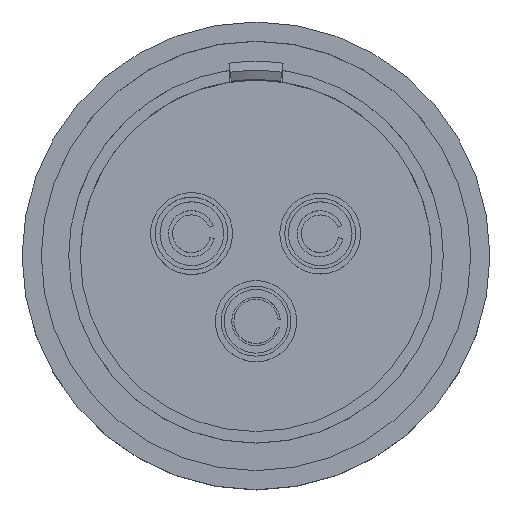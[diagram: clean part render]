
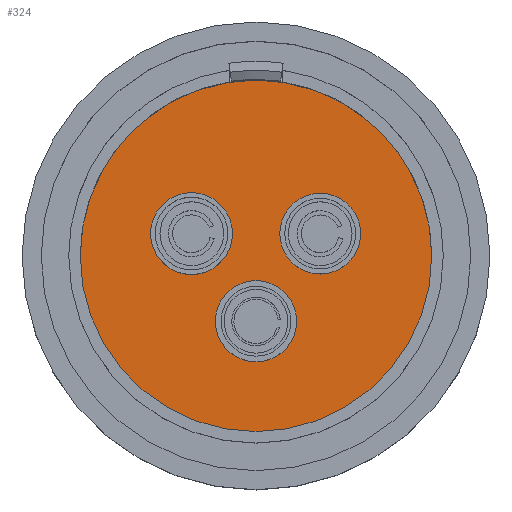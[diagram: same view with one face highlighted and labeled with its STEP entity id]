
A CAD part, top view. The second image highlights one B-rep face of the part: STEP entity #324.
In plain terms, the highlighted planar face has unit normal (0, 0, 1).
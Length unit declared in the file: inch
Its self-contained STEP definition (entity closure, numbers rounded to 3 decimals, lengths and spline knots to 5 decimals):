
#212 = DIRECTION ( 'NONE',  ( 1., 0., 0. ) ) ;
#214 = PLANE ( 'NONE',  #2841 ) ;
#215 = DIRECTION ( 'NONE',  ( 0., 0., 1. ) ) ;
#217 = CARTESIAN_POINT ( 'NONE',  ( 0., 0.32883, 2.32495 ) ) ;
#241 = AXIS2_PLACEMENT_3D ( 'NONE', #434, #435, #436 ) ;
#246 = AXIS2_PLACEMENT_3D ( 'NONE', #397, #398, #399 ) ;
#248 = AXIS2_PLACEMENT_3D ( 'NONE', #2350, #2351, #2352 ) ;
#324 = ADVANCED_FACE ( 'NONE', ( #5350, #5349, #5355, #5351 ), #214, .T. ) ;
#397 = CARTESIAN_POINT ( 'NONE',  ( 0.12006, 0.04155, 2.32495 ) ) ;
#398 = DIRECTION ( 'NONE',  ( 0., 0., 1. ) ) ;
#399 = DIRECTION ( 'NONE',  ( 1., 0., 0. ) ) ;
#434 = CARTESIAN_POINT ( 'NONE',  ( 0., 0., 2.32495 ) ) ;
#435 = DIRECTION ( 'NONE',  ( 0., 0., -1. ) ) ;
#436 = DIRECTION ( 'NONE',  ( -1., 0., 0. ) ) ;
#488 = VERTEX_POINT ( 'NONE', #3805 ) ;
#489 = VERTEX_POINT ( 'NONE', #3803 ) ;
#907 = VERTEX_POINT ( 'NONE', #4005 ) ;
#908 = VERTEX_POINT ( 'NONE', #4004 ) ;
#921 = VERTEX_POINT ( 'NONE', #3983 ) ;
#922 = VERTEX_POINT ( 'NONE', #3982 ) ;
#937 = VERTEX_POINT ( 'NONE', #3952 ) ;
#938 = VERTEX_POINT ( 'NONE', #3949 ) ;
#962 = ORIENTED_EDGE ( 'NONE', *, *, #3182, .F. ) ;
#963 = ORIENTED_EDGE ( 'NONE', *, *, #3160, .F. ) ;
#964 = ORIENTED_EDGE ( 'NONE', *, *, #3168, .F. ) ;
#965 = ORIENTED_EDGE ( 'NONE', *, *, #3144, .F. ) ;
#966 = ORIENTED_EDGE ( 'NONE', *, *, #3266, .F. ) ;
#967 = ORIENTED_EDGE ( 'NONE', *, *, #3129, .F. ) ;
#990 = ORIENTED_EDGE ( 'NONE', *, *, #3262, .F. ) ;
#996 = ORIENTED_EDGE ( 'NONE', *, *, #3276, .F. ) ;
#1799 = EDGE_LOOP ( 'NONE', ( #966, #967 ) ) ;
#1803 = EDGE_LOOP ( 'NONE', ( #996, #990 ) ) ;
#1804 = EDGE_LOOP ( 'NONE', ( #964, #965 ) ) ;
#1808 = EDGE_LOOP ( 'NONE', ( #962, #963 ) ) ;
#2153 = CARTESIAN_POINT ( 'NONE',  ( -0.12063, 0.04159, 2.32495 ) ) ;
#2154 = DIRECTION ( 'NONE',  ( 0., 0., 1. ) ) ;
#2155 = DIRECTION ( 'NONE',  ( 1., 0., 0. ) ) ;
#2350 = CARTESIAN_POINT ( 'NONE',  ( 0., 0., 2.32495 ) ) ;
#2351 = DIRECTION ( 'NONE',  ( 0., 0., -1. ) ) ;
#2352 = DIRECTION ( 'NONE',  ( -1., 0., 0. ) ) ;
#2357 = AXIS2_PLACEMENT_3D ( 'NONE', #2153, #2154, #2155 ) ;
#2366 = AXIS2_PLACEMENT_3D ( 'NONE', #3470, #3472, #3474 ) ;
#2371 = AXIS2_PLACEMENT_3D ( 'NONE', #3445, #3446, #3447 ) ;
#2381 = AXIS2_PLACEMENT_3D ( 'NONE', #3402, #3403, #3404 ) ;
#2391 = AXIS2_PLACEMENT_3D ( 'NONE', #3363, #3364, #3365 ) ;
#2841 = AXIS2_PLACEMENT_3D ( 'NONE', #217, #215, #212 ) ;
#3129 = EDGE_CURVE ( 'NONE', #907, #908, #4528, .T. ) ;
#3144 = EDGE_CURVE ( 'NONE', #921, #922, #4506, .T. ) ;
#3160 = EDGE_CURVE ( 'NONE', #937, #938, #4484, .T. ) ;
#3168 = EDGE_CURVE ( 'NONE', #922, #921, #4471, .T. ) ;
#3182 = EDGE_CURVE ( 'NONE', #938, #937, #4454, .T. ) ;
#3262 = EDGE_CURVE ( 'NONE', #488, #489, #4919, .T. ) ;
#3266 = EDGE_CURVE ( 'NONE', #908, #907, #4914, .T. ) ;
#3276 = EDGE_CURVE ( 'NONE', #489, #488, #4898, .T. ) ;
#3363 = CARTESIAN_POINT ( 'NONE',  ( 0.12006, 0.04155, 2.32495 ) ) ;
#3364 = DIRECTION ( 'NONE',  ( 0., 0., 1. ) ) ;
#3365 = DIRECTION ( 'NONE',  ( 1., 0., 0. ) ) ;
#3402 = CARTESIAN_POINT ( 'NONE',  ( 0., -0.12235, 2.32495 ) ) ;
#3403 = DIRECTION ( 'NONE',  ( 0., 0., 1. ) ) ;
#3404 = DIRECTION ( 'NONE',  ( 1., 0., 0. ) ) ;
#3445 = CARTESIAN_POINT ( 'NONE',  ( -0.12063, 0.04159, 2.32495 ) ) ;
#3446 = DIRECTION ( 'NONE',  ( 0., 0., 1. ) ) ;
#3447 = DIRECTION ( 'NONE',  ( 1., 0., 0. ) ) ;
#3470 = CARTESIAN_POINT ( 'NONE',  ( 0., -0.12235, 2.32495 ) ) ;
#3472 = DIRECTION ( 'NONE',  ( 0., 0., 1. ) ) ;
#3474 = DIRECTION ( 'NONE',  ( 1., 0., 0. ) ) ;
#3803 = CARTESIAN_POINT ( 'NONE',  ( -0.32883, 0., 2.32495 ) ) ;
#3805 = CARTESIAN_POINT ( 'NONE',  ( 0.32883, 0., 2.32495 ) ) ;
#3949 = CARTESIAN_POINT ( 'NONE',  ( -0.19727, 0.04159, 2.32495 ) ) ;
#3952 = CARTESIAN_POINT ( 'NONE',  ( -0.04399, 0.04159, 2.32495 ) ) ;
#3982 = CARTESIAN_POINT ( 'NONE',  ( -0.07595, -0.12235, 2.32495 ) ) ;
#3983 = CARTESIAN_POINT ( 'NONE',  ( 0.07595, -0.12235, 2.32495 ) ) ;
#4004 = CARTESIAN_POINT ( 'NONE',  ( 0.04455, 0.04155, 2.32495 ) ) ;
#4005 = CARTESIAN_POINT ( 'NONE',  ( 0.19557, 0.04155, 2.32495 ) ) ;
#4454 = CIRCLE ( 'NONE', #2357, 0.07664 ) ;
#4471 = CIRCLE ( 'NONE', #2366, 0.07595 ) ;
#4484 = CIRCLE ( 'NONE', #2371, 0.07664 ) ;
#4506 = CIRCLE ( 'NONE', #2381, 0.07595 ) ;
#4528 = CIRCLE ( 'NONE', #2391, 0.07551 ) ;
#4898 = CIRCLE ( 'NONE', #241, 0.32883 ) ;
#4914 = CIRCLE ( 'NONE', #246, 0.07551 ) ;
#4919 = CIRCLE ( 'NONE', #248, 0.32883 ) ;
#5349 = FACE_BOUND ( 'NONE', #1808, .T. ) ;
#5350 = FACE_OUTER_BOUND ( 'NONE', #1803, .T. ) ;
#5351 = FACE_BOUND ( 'NONE', #1799, .T. ) ;
#5355 = FACE_BOUND ( 'NONE', #1804, .T. ) ;
